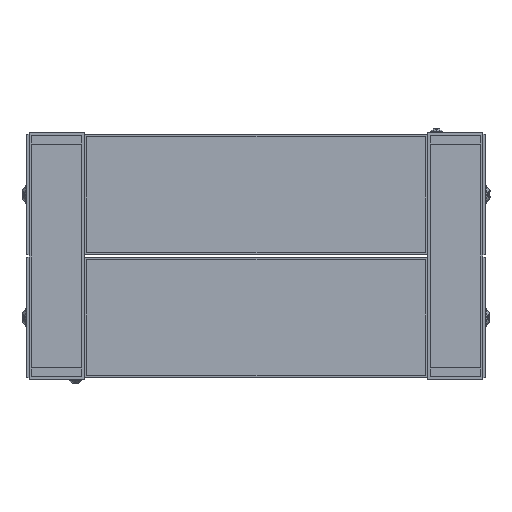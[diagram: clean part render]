
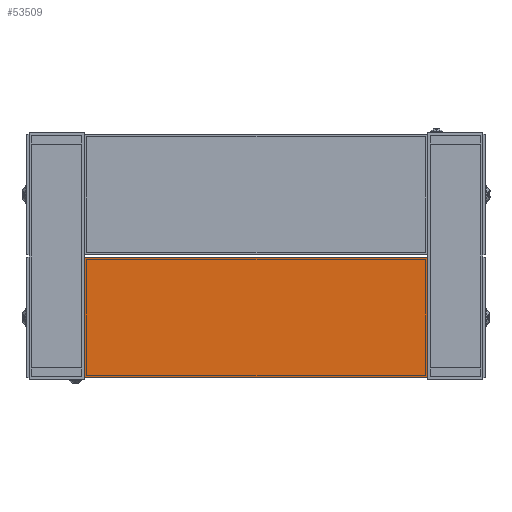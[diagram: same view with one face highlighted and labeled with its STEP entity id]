
A CAD part, left-side view. The second image highlights one B-rep face of the part: STEP entity #53509.
In plain terms, the highlighted planar face has unit normal (-1, 0, 0).
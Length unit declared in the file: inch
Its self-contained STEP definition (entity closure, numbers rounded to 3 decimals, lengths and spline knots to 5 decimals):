
#2023 = EDGE_CURVE ( 'NONE', #15060, #61956, #74642, .T. ) ;
#4325 = DIRECTION ( 'NONE',  ( 0., 0., 1. ) ) ;
#6462 = LINE ( 'NONE', #76188, #6546 ) ;
#6546 = VECTOR ( 'NONE', #32759, 39.37008 ) ;
#8558 = VECTOR ( 'NONE', #28043, 39.37008 ) ;
#10000 = VECTOR ( 'NONE', #63007, 39.37008 ) ;
#15060 = VERTEX_POINT ( 'NONE', #66764 ) ;
#15290 = CARTESIAN_POINT ( 'NONE',  ( -19.64567, -3.93701, 1.92913 ) ) ;
#16721 = EDGE_CURVE ( 'NONE', #72106, #24463, #74458, .T. ) ;
#17303 = EDGE_CURVE ( 'NONE', #24463, #15060, #21469, .T. ) ;
#21469 = LINE ( 'NONE', #15290, #8558 ) ;
#21826 = CARTESIAN_POINT ( 'NONE',  ( -19.64567, -3.93701, 0. ) ) ;
#23718 = CARTESIAN_POINT ( 'NONE',  ( -19.64567, 1.55512, -1.92913 ) ) ;
#24463 = VERTEX_POINT ( 'NONE', #33223 ) ;
#25189 = FACE_OUTER_BOUND ( 'NONE', #34985, .T. ) ;
#28043 = DIRECTION ( 'NONE',  ( 0., -1., 0. ) ) ;
#28795 = DIRECTION ( 'NONE',  ( 0., 0., 1. ) ) ;
#28887 = CARTESIAN_POINT ( 'NONE',  ( -19.64567, -9.42913, -1.92913 ) ) ;
#30653 = CARTESIAN_POINT ( 'NONE',  ( -19.64567, 1.55512, 0. ) ) ;
#30995 = VECTOR ( 'NONE', #4325, 39.37008 ) ;
#32759 = DIRECTION ( 'NONE',  ( 0., 1., 0. ) ) ;
#33223 = CARTESIAN_POINT ( 'NONE',  ( -19.64567, 1.55512, 1.92913 ) ) ;
#34985 = EDGE_LOOP ( 'NONE', ( #50146, #69837, #37184, #68837 ) ) ;
#36659 = CARTESIAN_POINT ( 'NONE',  ( -19.64567, -9.42913, 0. ) ) ;
#37184 = ORIENTED_EDGE ( 'NONE', *, *, #2023, .F. ) ;
#44154 = PLANE ( 'NONE',  #75481 ) ;
#48826 = EDGE_CURVE ( 'NONE', #61956, #72106, #6462, .T. ) ;
#50146 = ORIENTED_EDGE ( 'NONE', *, *, #16721, .F. ) ;
#53509 = ADVANCED_FACE ( 'NONE', ( #25189 ), #44154, .F. ) ;
#58564 = DIRECTION ( 'NONE',  ( 1., 0., 0. ) ) ;
#61956 = VERTEX_POINT ( 'NONE', #28887 ) ;
#63007 = DIRECTION ( 'NONE',  ( 0., 0., -1. ) ) ;
#66764 = CARTESIAN_POINT ( 'NONE',  ( -19.64567, -9.42913, 1.92913 ) ) ;
#68837 = ORIENTED_EDGE ( 'NONE', *, *, #17303, .F. ) ;
#69837 = ORIENTED_EDGE ( 'NONE', *, *, #48826, .F. ) ;
#72106 = VERTEX_POINT ( 'NONE', #23718 ) ;
#74458 = LINE ( 'NONE', #30653, #30995 ) ;
#74642 = LINE ( 'NONE', #36659, #10000 ) ;
#75481 = AXIS2_PLACEMENT_3D ( 'NONE', #21826, #58564, #28795 ) ;
#76188 = CARTESIAN_POINT ( 'NONE',  ( -19.64567, -3.93701, -1.92913 ) ) ;
